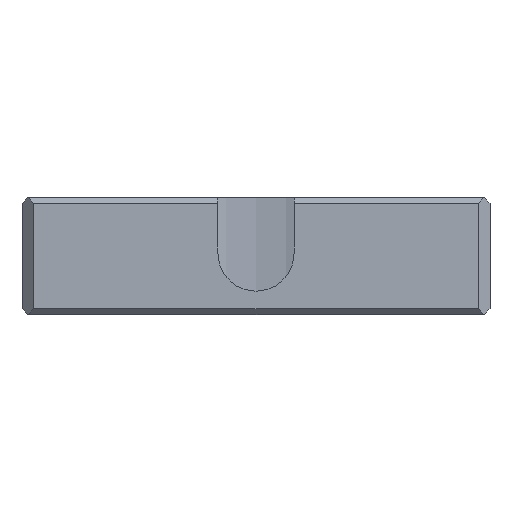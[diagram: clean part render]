
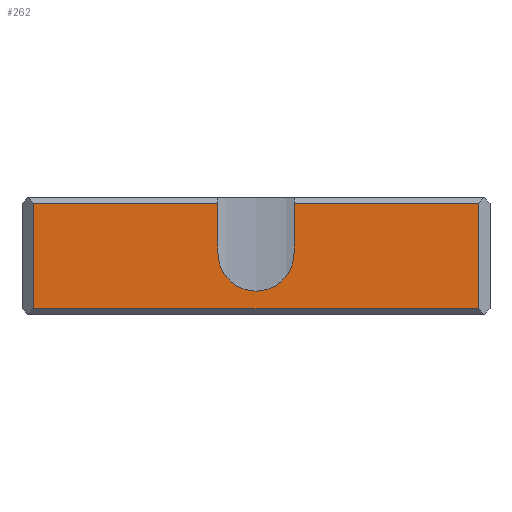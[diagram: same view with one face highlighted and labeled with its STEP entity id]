
A CAD part, front view. The second image highlights one B-rep face of the part: STEP entity #262.
In plain terms, the highlighted planar face has unit normal (0, -1, 0).
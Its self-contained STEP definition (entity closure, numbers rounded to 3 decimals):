
#107 = ORIENTED_EDGE ( 'NONE', *, *, #412, .T. ) ;
#189 = VERTEX_POINT ( 'NONE', #1518 ) ;
#213 = VERTEX_POINT ( 'NONE', #1546 ) ;
#262 = ADVANCED_FACE ( 'NONE', ( #1649 ), #1644, .F. ) ;
#263 = VERTEX_POINT ( 'NONE', #1648 ) ;
#267 = ORIENTED_EDGE ( 'NONE', *, *, #420, .T. ) ;
#268 = EDGE_CURVE ( 'NONE', #213, #263, #1677, .T. ) ;
#273 = EDGE_LOOP ( 'NONE', ( #275, #274, #278, #267, #107, #445, #413, #411 ) ) ;
#274 = ORIENTED_EDGE ( 'NONE', *, *, #276, .T. ) ;
#275 = ORIENTED_EDGE ( 'NONE', *, *, #268, .T. ) ;
#276 = EDGE_CURVE ( 'NONE', #263, #277, #1679, .T. ) ;
#277 = VERTEX_POINT ( 'NONE', #1680 ) ;
#278 = ORIENTED_EDGE ( 'NONE', *, *, #421, .T. ) ;
#411 = ORIENTED_EDGE ( 'NONE', *, *, #448, .T. ) ;
#412 = EDGE_CURVE ( 'NONE', #419, #456, #1891, .T. ) ;
#413 = ORIENTED_EDGE ( 'NONE', *, *, #416, .T. ) ;
#416 = EDGE_CURVE ( 'NONE', #446, #417, #1879, .T. ) ;
#417 = VERTEX_POINT ( 'NONE', #1881 ) ;
#419 = VERTEX_POINT ( 'NONE', #1872 ) ;
#420 = EDGE_CURVE ( 'NONE', #189, #419, #1850, .T. ) ;
#421 = EDGE_CURVE ( 'NONE', #277, #189, #1922, .T. ) ;
#443 = EDGE_CURVE ( 'NONE', #456, #446, #1946, .T. ) ;
#445 = ORIENTED_EDGE ( 'NONE', *, *, #443, .T. ) ;
#446 = VERTEX_POINT ( 'NONE', #1937 ) ;
#448 = EDGE_CURVE ( 'NONE', #417, #213, #1932, .T. ) ;
#456 = VERTEX_POINT ( 'NONE', #1928 ) ;
#1518 = CARTESIAN_POINT ( 'NONE',  ( 19., -40., 4.5 ) ) ;
#1546 = CARTESIAN_POINT ( 'NONE',  ( -19., -40., 4.5 ) ) ;
#1609 = CARTESIAN_POINT ( 'NONE',  ( -20., -40., 5. ) ) ;
#1638 = DIRECTION ( 'NONE',  ( -1., 0., 0. ) ) ;
#1639 = DIRECTION ( 'NONE',  ( 0., 1., 0. ) ) ;
#1644 = PLANE ( 'NONE',  #1647 ) ;
#1647 = AXIS2_PLACEMENT_3D ( 'NONE', #1609, #1639, #1638 ) ;
#1648 = CARTESIAN_POINT ( 'NONE',  ( -19., -40., -4.5 ) ) ;
#1649 = FACE_OUTER_BOUND ( 'NONE', #273, .T. ) ;
#1665 = DIRECTION ( 'NONE',  ( 1., 0., 0. ) ) ;
#1666 = VECTOR ( 'NONE', #1665, 1000. ) ;
#1674 = DIRECTION ( 'NONE',  ( 0., 0., -1. ) ) ;
#1675 = VECTOR ( 'NONE', #1674, 1000. ) ;
#1676 = CARTESIAN_POINT ( 'NONE',  ( -19., -40., 5. ) ) ;
#1677 = LINE ( 'NONE', #1676, #1675 ) ;
#1678 = CARTESIAN_POINT ( 'NONE',  ( -20., -40., -4.5 ) ) ;
#1679 = LINE ( 'NONE', #1678, #1666 ) ;
#1680 = CARTESIAN_POINT ( 'NONE',  ( 19., -40., -4.5 ) ) ;
#1850 = LINE ( 'NONE', #1874, #1926 ) ;
#1872 = CARTESIAN_POINT ( 'NONE',  ( 3.25, -40., 4.5 ) ) ;
#1874 = CARTESIAN_POINT ( 'NONE',  ( 3.25, -40., 4.5 ) ) ;
#1876 = DIRECTION ( 'NONE',  ( 0., 0., 1. ) ) ;
#1877 = VECTOR ( 'NONE', #1876, 1000. ) ;
#1878 = CARTESIAN_POINT ( 'NONE',  ( -3.25, -40., 0.25 ) ) ;
#1879 = LINE ( 'NONE', #1878, #1877 ) ;
#1881 = CARTESIAN_POINT ( 'NONE',  ( -3.25, -40., 4.5 ) ) ;
#1883 = DIRECTION ( 'NONE',  ( 0., 0., -1. ) ) ;
#1884 = VECTOR ( 'NONE', #1883, 1000. ) ;
#1885 = CARTESIAN_POINT ( 'NONE',  ( 3.25, -40., 0.25 ) ) ;
#1891 = LINE ( 'NONE', #1885, #1884 ) ;
#1919 = DIRECTION ( 'NONE',  ( 0., 0., 1. ) ) ;
#1920 = VECTOR ( 'NONE', #1919, 1000. ) ;
#1921 = CARTESIAN_POINT ( 'NONE',  ( 19., -40., 5. ) ) ;
#1922 = LINE ( 'NONE', #1921, #1920 ) ;
#1925 = DIRECTION ( 'NONE',  ( -1., 0., 0. ) ) ;
#1926 = VECTOR ( 'NONE', #1925, 1000. ) ;
#1928 = CARTESIAN_POINT ( 'NONE',  ( 3.25, -40., 0.25 ) ) ;
#1929 = DIRECTION ( 'NONE',  ( -1., 0., 0. ) ) ;
#1930 = VECTOR ( 'NONE', #1929, 1000. ) ;
#1931 = CARTESIAN_POINT ( 'NONE',  ( -19., -40., 4.5 ) ) ;
#1932 = LINE ( 'NONE', #1931, #1930 ) ;
#1934 = DIRECTION ( 'NONE',  ( -1., 0., 0. ) ) ;
#1935 = DIRECTION ( 'NONE',  ( 0., 1., 0. ) ) ;
#1936 = CARTESIAN_POINT ( 'NONE',  ( 0., -40., 0.25 ) ) ;
#1937 = CARTESIAN_POINT ( 'NONE',  ( -3.25, -40., 0.25 ) ) ;
#1938 = AXIS2_PLACEMENT_3D ( 'NONE', #1936, #1935, #1934 ) ;
#1946 = CIRCLE ( 'NONE', #1938, 3.25 ) ;
